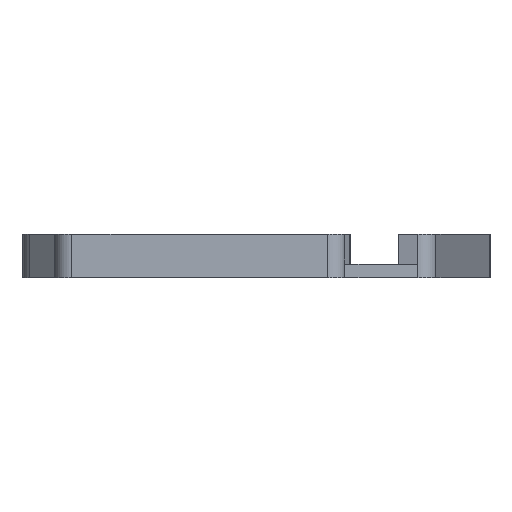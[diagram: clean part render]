
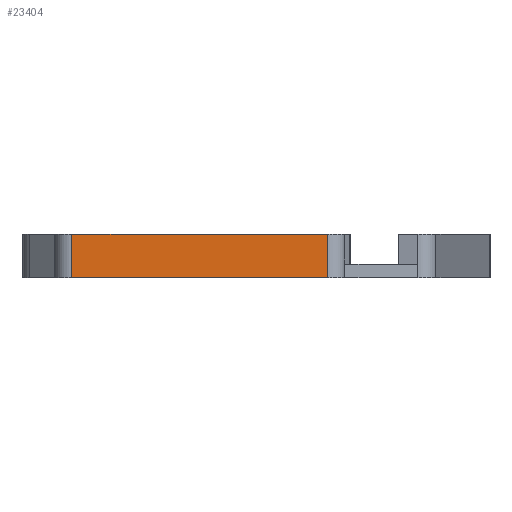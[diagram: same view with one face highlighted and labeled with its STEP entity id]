
A CAD part, left-side view. The second image highlights one B-rep face of the part: STEP entity #23404.
In plain terms, the highlighted planar face has unit normal (-1, -0.001, 0).
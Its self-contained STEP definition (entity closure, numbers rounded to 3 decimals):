
#715=PLANE('',#25023);
#1851=FACE_OUTER_BOUND('',#3258,.T.);
#3258=EDGE_LOOP('',(#18869,#18870,#18871,#18872));
#4126=LINE('',#32887,#6837);
#5368=LINE('',#35974,#8079);
#5369=LINE('',#35977,#8080);
#5370=LINE('',#35978,#8081);
#6837=VECTOR('',#26246,10.);
#8079=VECTOR('',#29186,10.);
#8080=VECTOR('',#29189,10.);
#8081=VECTOR('',#29190,10.);
#10205=VERTEX_POINT('',#32884);
#10206=VERTEX_POINT('',#32886);
#11202=VERTEX_POINT('',#35972);
#11203=VERTEX_POINT('',#35976);
#12462=EDGE_CURVE('',#10205,#10206,#4126,.T.);
#13964=EDGE_CURVE('',#11202,#10205,#5368,.T.);
#13965=EDGE_CURVE('',#11203,#11202,#5369,.T.);
#13966=EDGE_CURVE('',#11203,#10206,#5370,.T.);
#18869=ORIENTED_EDGE('',*,*,#13964,.F.);
#18870=ORIENTED_EDGE('',*,*,#13965,.F.);
#18871=ORIENTED_EDGE('',*,*,#13966,.T.);
#18872=ORIENTED_EDGE('',*,*,#12462,.F.);
#23404=ADVANCED_FACE('',(#1851),#715,.T.);
#25023=AXIS2_PLACEMENT_3D('',#35975,#29187,#29188);
#26246=DIRECTION('',(0.001,-1.,0.));
#29186=DIRECTION('',(0.,0.,1.));
#29187=DIRECTION('center_axis',(-1.,-0.001,
0.));
#29188=DIRECTION('ref_axis',(-0.001,1.,0.));
#29189=DIRECTION('',(-0.001,1.,0.));
#29190=DIRECTION('',(0.,0.,1.));
#32884=CARTESIAN_POINT('',(-173.102,24.134,9.6));
#32886=CARTESIAN_POINT('',(-173.042,-32.284,9.6));
#32887=CARTESIAN_POINT('',(-173.102,24.134,9.6));
#35972=CARTESIAN_POINT('',(-173.102,24.134,0.));
#35974=CARTESIAN_POINT('',(-173.102,24.134,1.));
#35975=CARTESIAN_POINT('Origin',(-173.042,-32.284,1.));
#35976=CARTESIAN_POINT('',(-173.042,-32.284,0.));
#35977=CARTESIAN_POINT('',(-173.102,24.134,0.));
#35978=CARTESIAN_POINT('',(-173.042,-32.284,1.));
